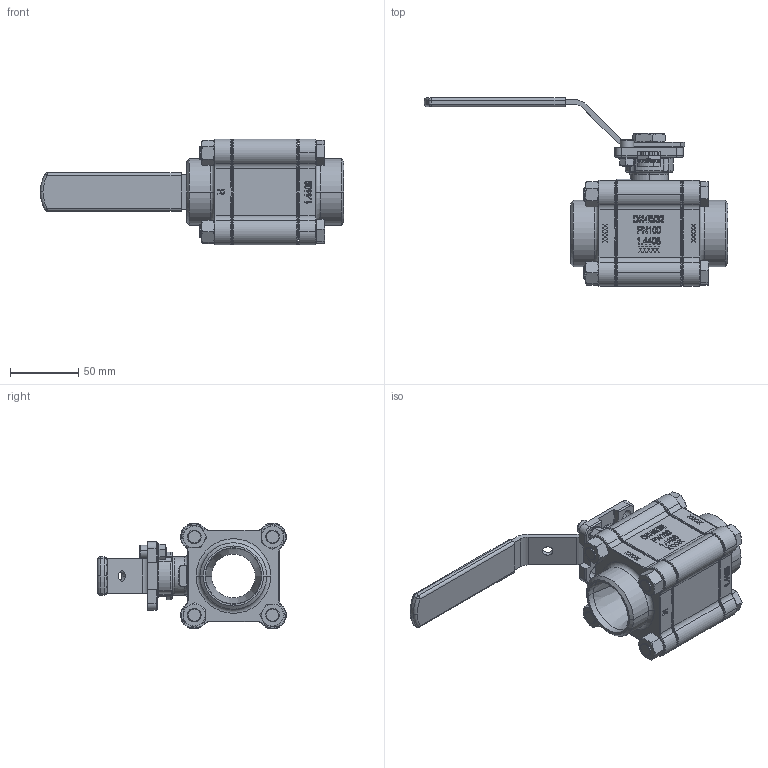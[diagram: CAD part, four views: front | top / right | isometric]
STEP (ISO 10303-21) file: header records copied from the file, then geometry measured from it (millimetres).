
FILE_DESCRIPTION (( 'STEP AP214' ), '1' );
FILE_NAME ('2407D.702R Typ A24D DN40 RB BSPP.STEP', '2019-07-19T07:15:48', ( '' ), ( '' ), 'SwSTEP 2.0', 'SolidWorks 2017', '' );
FILE_SCHEMA (( 'AUTOMOTIVE_DESIGN' ));
Length unit declared in the file: millimetre
Products named in the file (1): 2407D.702R Typ A24D DN40 RB BSPP
Bounding box: 222 x 137.85 x 77.28 mm (x, y, z)
Volume: 321573.7 mm3; surface area: 136842 mm2
Topology: 24 solids, 24 shells, 1398 faces, 3811 edges, 2518 vertices
Faces by surface type: plane 479, cylinder 371, cone 197, bspline 178, torus 167, sphere 6
Entity records: 72831 total; most frequent: CARTESIAN_POINT 23172, ORIENTED_EDGE 7514, DIRECTION 6484, EDGE_CURVE 3757, VERTEX_POINT 2518, AXIS2_PLACEMENT_3D 2414, VECTOR 1656, LINE 1656
